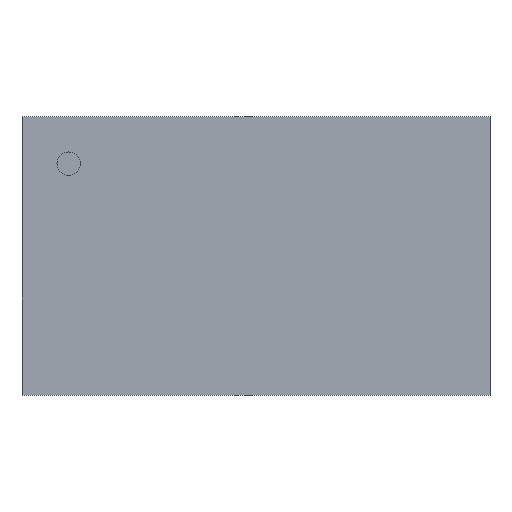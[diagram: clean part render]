
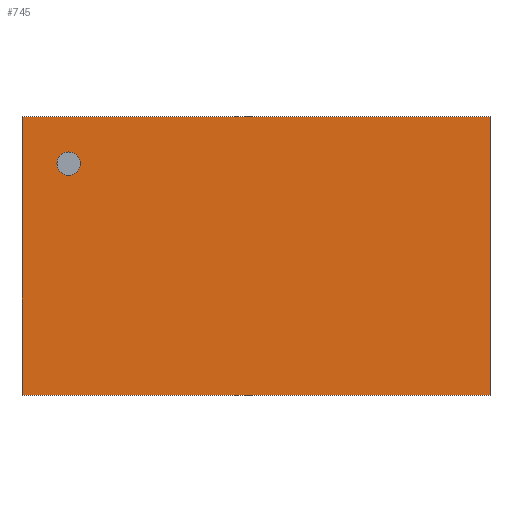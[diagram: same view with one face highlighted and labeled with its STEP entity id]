
A CAD part, top view. The second image highlights one B-rep face of the part: STEP entity #745.
In plain terms, the highlighted planar face has unit normal (0, 0, 1).
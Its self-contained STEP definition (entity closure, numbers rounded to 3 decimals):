
#521=CARTESIAN_POINT('',(1.478,-0.879,0.57));
#520=VERTEX_POINT('',#521);
#531=CARTESIAN_POINT('',(-1.478,-0.879,0.57));
#530=VERTEX_POINT('',#531);
#529=EDGE_CURVE('',#530,#520,#534,.T.);
#534=LINE('',#531,#536);
#536=VECTOR('',#537,2.957);
#537=DIRECTION('',(1.0,0.0,0.0));
#570=CARTESIAN_POINT('',(1.478,0.879,0.57));
#569=VERTEX_POINT('',#570);
#578=EDGE_CURVE('',#520,#569,#583,.T.);
#583=LINE('',#521,#585);
#585=VECTOR('',#586,1.757);
#586=DIRECTION('',(0.0,1.0,0.0));
#619=CARTESIAN_POINT('',(-1.478,0.879,0.57));
#618=VERTEX_POINT('',#619);
#627=EDGE_CURVE('',#569,#618,#632,.T.);
#632=LINE('',#570,#634);
#634=VECTOR('',#635,2.957);
#635=DIRECTION('',(-1.0,0.0,0.0));
#676=EDGE_CURVE('',#618,#530,#681,.T.);
#681=LINE('',#619,#683);
#683=VECTOR('',#684,1.757);
#684=DIRECTION('',(0.0,-1.0,0.0));
#745=ADVANCED_FACE('',(#751),#746,.T.);
#746=PLANE('',#747);
#747=AXIS2_PLACEMENT_3D('',#748,#749,#750);
#748=CARTESIAN_POINT('',(-1.478,-0.879,0.57));
#749=DIRECTION('',(0.0,0.0,1.0));
#750=DIRECTION('',(0.,1.,0.));
#751=FACE_OUTER_BOUND('',#752,.T.);
#752=EDGE_LOOP('',(#753,#763,#773,#783));
#753=ORIENTED_EDGE('',*,*,#529,.T.);
#763=ORIENTED_EDGE('',*,*,#578,.T.);
#773=ORIENTED_EDGE('',*,*,#627,.T.);
#783=ORIENTED_EDGE('',*,*,#676,.T.);
